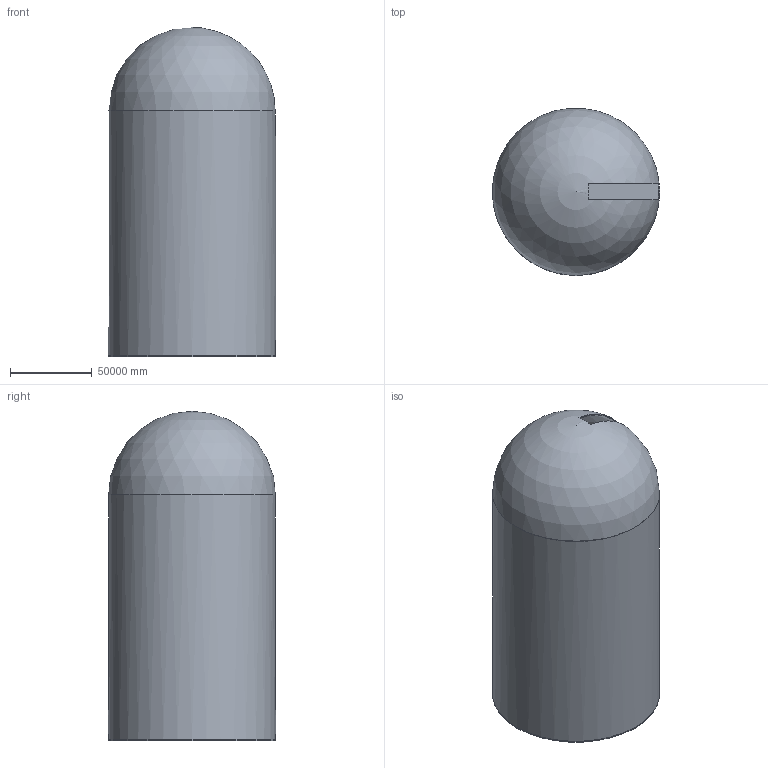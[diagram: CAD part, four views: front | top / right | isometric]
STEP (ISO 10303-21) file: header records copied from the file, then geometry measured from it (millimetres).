
FILE_DESCRIPTION(('Open CASCADE Model'),'2;1');
FILE_NAME('Open CASCADE Shape Model','2023-06-21T09:35:54',('Author'),( 'Open CASCADE'),'Open CASCADE STEP processor 7.5','Open CASCADE 7.5' ,'Unknown');
FILE_SCHEMA(('AUTOMOTIVE_DESIGN { 1 0 10303 214 1 1 1 1 }'));
Length unit declared in the file: metre
Products named in the file (4): Observatoire; Cut_1_1_1; Cut_1_1_2; Cut_1_1_3
Assembly tree (3 placements, depth 2):
  Observatoire
    Cut_1_1_1
    Cut_1_1_2
    Cut_1_1_3
Bounding box: 102000 x 102000 x 201000 mm (x, y, z)
Volume: 35568771396674.6 mm3; surface area: 143001272750.5 mm2
Topology: 3 solids, 3 shells, 17 faces, 40 edges, 27 vertices
Faces by surface type: plane 12, cylinder 3, sphere 2
Full cylindrical faces by diameter (mm): 101000 x1, 102000 x2
Entity records: 1245 total; most frequent: CARTESIAN_POINT 402, DIRECTION 155, ORIENTED_EDGE 76, PCURVE 76, DEFINITIONAL_REPRESENTATION 76, CIRCLE 45, LINE 45, VECTOR 45
